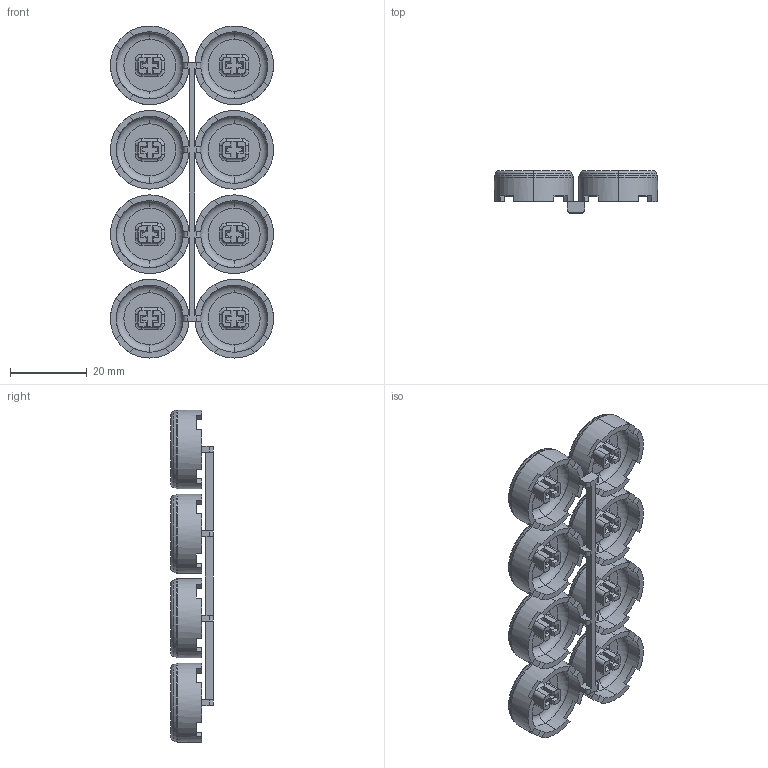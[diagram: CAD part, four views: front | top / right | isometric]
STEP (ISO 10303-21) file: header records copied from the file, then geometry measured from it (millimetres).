
FILE_DESCRIPTION (( 'STEP AP214' ), '1' );
FILE_NAME ('keycap_20.5_nylon_x8.STEP', '2023-01-15T15:34:06', ( '' ), ( '' ), 'SwSTEP 2.0', 'SolidWorks 2021', '' );
FILE_SCHEMA (( 'AUTOMOTIVE_DESIGN' ));
Length unit declared in the file: millimetre
Products named in the file (1): keycap_20.5_nylon_x8
Bounding box: 42.5 x 11 x 86.5 mm (x, y, z)
Volume: 10298.2 mm3; surface area: 12527.5 mm2
Topology: 1 solids, 1 shells, 646 faces, 1692 edges, 1056 vertices
Faces by surface type: plane 414, cylinder 104, torus 80, bspline 32, cone 16
Entity records: 21286 total; most frequent: CARTESIAN_POINT 5443, ORIENTED_EDGE 3384, DIRECTION 3266, EDGE_CURVE 1692, AXIS2_PLACEMENT_3D 1119, VERTEX_POINT 1056, VECTOR 1028, LINE 1028
